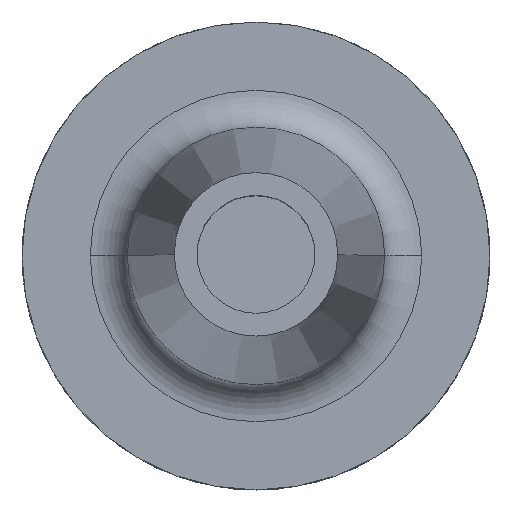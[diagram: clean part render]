
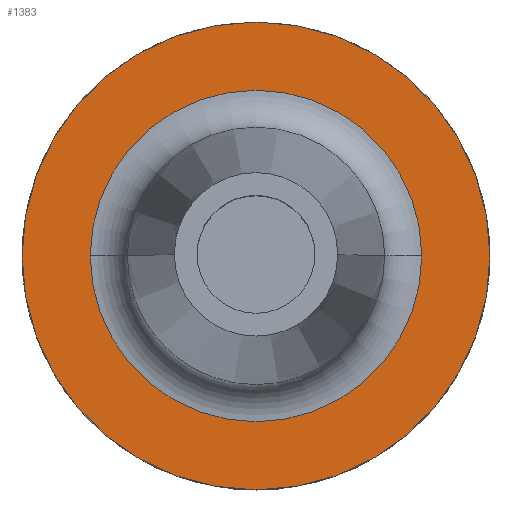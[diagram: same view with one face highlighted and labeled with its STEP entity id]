
A CAD part, top view. The second image highlights one B-rep face of the part: STEP entity #1383.
In plain terms, the highlighted planar face has unit normal (0, 0, 1).
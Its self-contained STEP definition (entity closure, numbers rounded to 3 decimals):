
#9 = EDGE_LOOP ( 'NONE', ( #1300, #1414 ) ) ;
#13 = DIRECTION ( 'NONE',  ( 0., 0., -1. ) ) ;
#44 = AXIS2_PLACEMENT_3D ( 'NONE', #512, #898, #1397 ) ;
#70 = PLANE ( 'NONE',  #44 ) ;
#100 = DIRECTION ( 'NONE',  ( 0., 0., -1. ) ) ;
#226 = EDGE_LOOP ( 'NONE', ( #720, #1434 ) ) ;
#252 = DIRECTION ( 'NONE',  ( 0., 0., -1. ) ) ;
#272 = VERTEX_POINT ( 'NONE', #984 ) ;
#306 = VERTEX_POINT ( 'NONE', #1459 ) ;
#330 = AXIS2_PLACEMENT_3D ( 'NONE', #836, #100, #704 ) ;
#434 = EDGE_CURVE ( 'NONE', #837, #306, #498, .T. ) ;
#437 = CIRCLE ( 'NONE', #1242, 22.317 ) ;
#458 = EDGE_CURVE ( 'NONE', #306, #837, #795, .T. ) ;
#483 = FACE_OUTER_BOUND ( 'NONE', #226, .T. ) ;
#487 = AXIS2_PLACEMENT_3D ( 'NONE', #1231, #1111, #1083 ) ;
#498 = CIRCLE ( 'NONE', #330, 31.5 ) ;
#512 = CARTESIAN_POINT ( 'NONE',  ( 0., 0., 27. ) ) ;
#580 = CARTESIAN_POINT ( 'NONE',  ( -31.5, 0., 27. ) ) ;
#651 = EDGE_CURVE ( 'NONE', #1536, #272, #437, .T. ) ;
#704 = DIRECTION ( 'NONE',  ( -1., 0., 0. ) ) ;
#720 = ORIENTED_EDGE ( 'NONE', *, *, #434, .F. ) ;
#793 = CIRCLE ( 'NONE', #1284, 22.317 ) ;
#795 = CIRCLE ( 'NONE', #487, 31.5 ) ;
#836 = CARTESIAN_POINT ( 'NONE',  ( 0., 0., 27. ) ) ;
#837 = VERTEX_POINT ( 'NONE', #580 ) ;
#855 = CARTESIAN_POINT ( 'NONE',  ( -22.317, 0., 27. ) ) ;
#898 = DIRECTION ( 'NONE',  ( 0., 0., -1. ) ) ;
#899 = CARTESIAN_POINT ( 'NONE',  ( 0., 0., 27. ) ) ;
#984 = CARTESIAN_POINT ( 'NONE',  ( 22.317, 0., 27. ) ) ;
#992 = DIRECTION ( 'NONE',  ( -1., 0., 0. ) ) ;
#1005 = EDGE_CURVE ( 'NONE', #272, #1536, #793, .T. ) ;
#1083 = DIRECTION ( 'NONE',  ( -1., 0., 0. ) ) ;
#1111 = DIRECTION ( 'NONE',  ( 0., 0., -1. ) ) ;
#1215 = DIRECTION ( 'NONE',  ( -1., 0., 0. ) ) ;
#1226 = FACE_BOUND ( 'NONE', #9, .T. ) ;
#1231 = CARTESIAN_POINT ( 'NONE',  ( 0., 0., 27. ) ) ;
#1242 = AXIS2_PLACEMENT_3D ( 'NONE', #1458, #13, #1215 ) ;
#1284 = AXIS2_PLACEMENT_3D ( 'NONE', #899, #252, #992 ) ;
#1300 = ORIENTED_EDGE ( 'NONE', *, *, #651, .T. ) ;
#1383 = ADVANCED_FACE ( 'NONE', ( #1226, #483 ), #70, .F. ) ;
#1397 = DIRECTION ( 'NONE',  ( -1., 0., 0. ) ) ;
#1414 = ORIENTED_EDGE ( 'NONE', *, *, #1005, .T. ) ;
#1434 = ORIENTED_EDGE ( 'NONE', *, *, #458, .F. ) ;
#1458 = CARTESIAN_POINT ( 'NONE',  ( 0., 0., 27. ) ) ;
#1459 = CARTESIAN_POINT ( 'NONE',  ( 31.5, 0., 27. ) ) ;
#1536 = VERTEX_POINT ( 'NONE', #855 ) ;
